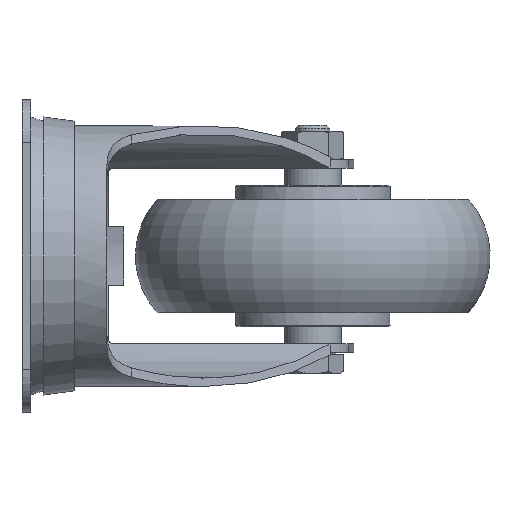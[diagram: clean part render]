
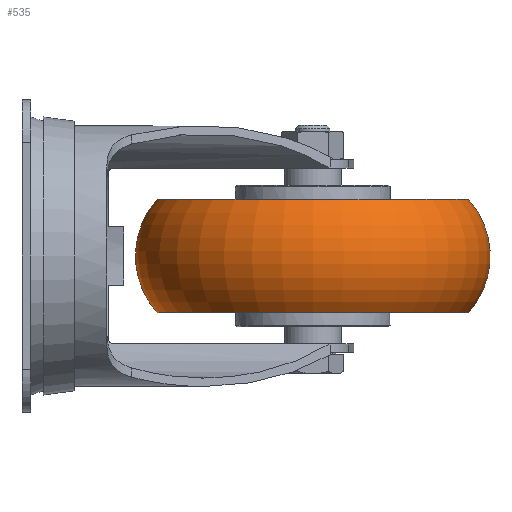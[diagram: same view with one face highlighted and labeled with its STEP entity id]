
A CAD part, left-side view. The second image highlights one B-rep face of the part: STEP entity #535.
In plain terms, the highlighted toroidal (fillet/blend) face has major radius 32.5 mm and minor radius 30 mm.
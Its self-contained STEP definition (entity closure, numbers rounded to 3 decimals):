
#535 = ADVANCED_FACE( '', ( #1198, #1199, #1200 ), #1201, .T. );
#1198 = FACE_BOUND( '', #2121, .T. );
#1199 = FACE_OUTER_BOUND( '', #2122, .T. );
#1200 = FACE_OUTER_BOUND( '', #2123, .T. );
#1201 = TOROIDAL_SURFACE( '', #2124, 32.5, 30. );
#2121 = VERTEX_LOOP( '', #3239 );
#2122 = EDGE_LOOP( '', ( #3240 ) );
#2123 = EDGE_LOOP( '', ( #3241 ) );
#2124 = AXIS2_PLACEMENT_3D( '', #3242, #3243, #3244 );
#3239 = VERTEX_POINT( '', #5248 );
#3240 = ORIENTED_EDGE( '', *, *, #5249, .T. );
#3241 = ORIENTED_EDGE( '', *, *, #5250, .F. );
#3242 = CARTESIAN_POINT( '', ( 0., 0., 0. ) );
#3243 = DIRECTION( '', ( 0., 0., -1. ) );
#3244 = DIRECTION( '', ( -1., 0., 0. ) );
#5248 = CARTESIAN_POINT( '', ( -62.5, 0., 0. ) );
#5249 = EDGE_CURVE( '', #6223, #6223, #6224, .T. );
#5250 = EDGE_CURVE( '', #6225, #6225, #6226, .T. );
#6223 = VERTEX_POINT( '', #7654 );
#6224 = CIRCLE( '', #7655, 54.861 );
#6225 = VERTEX_POINT( '', #7656 );
#6226 = CIRCLE( '', #7657, 54.861 );
#7654 = CARTESIAN_POINT( '', ( -54.861, 0., 20. ) );
#7655 = AXIS2_PLACEMENT_3D( '', #9193, #9194, #9195 );
#7656 = CARTESIAN_POINT( '', ( -54.861, 0., -20. ) );
#7657 = AXIS2_PLACEMENT_3D( '', #9196, #9197, #9198 );
#9193 = CARTESIAN_POINT( '', ( 0., 0., 20. ) );
#9194 = DIRECTION( '', ( 0., 0., -1. ) );
#9195 = DIRECTION( '', ( -1., 0., 0. ) );
#9196 = CARTESIAN_POINT( '', ( 0., 0., -20. ) );
#9197 = DIRECTION( '', ( 0., 0., -1. ) );
#9198 = DIRECTION( '', ( -1., 0., 0. ) );
